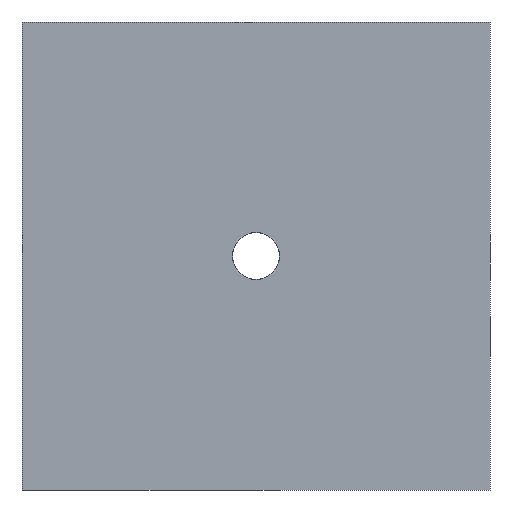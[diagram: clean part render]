
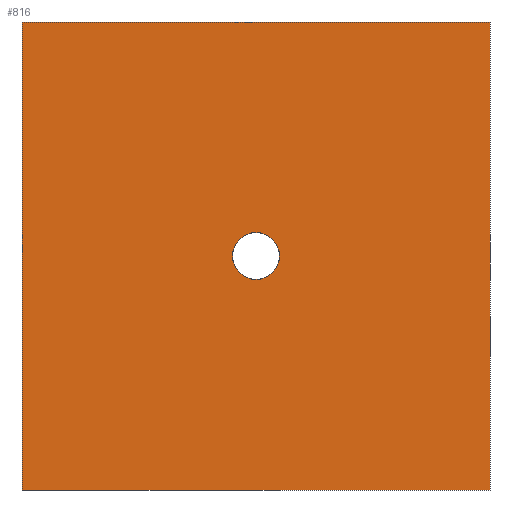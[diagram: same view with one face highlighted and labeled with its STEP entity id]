
A CAD part, left-side view. The second image highlights one B-rep face of the part: STEP entity #816.
In plain terms, the highlighted planar face has unit normal (-1, 0, 0).
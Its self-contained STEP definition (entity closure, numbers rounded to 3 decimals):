
#40 = EDGE_CURVE ( 'NONE', #475, #281, #608, .T. ) ;
#47 = VERTEX_POINT ( 'NONE', #225 ) ;
#58 = CARTESIAN_POINT ( 'NONE',  ( -35., 35., -35. ) ) ;
#63 = CARTESIAN_POINT ( 'NONE',  ( -35., 0., 0. ) ) ;
#68 = DIRECTION ( 'NONE',  ( 1., 0., 0. ) ) ;
#112 = EDGE_CURVE ( 'NONE', #486, #47, #229, .T. ) ;
#121 = CIRCLE ( 'NONE', #752, 3.5 ) ;
#133 = ORIENTED_EDGE ( 'NONE', *, *, #886, .F. ) ;
#137 = DIRECTION ( 'NONE',  ( 1., 0., 0. ) ) ;
#148 = ORIENTED_EDGE ( 'NONE', *, *, #624, .T. ) ;
#169 = CARTESIAN_POINT ( 'NONE',  ( -35., 35., 35. ) ) ;
#175 = CARTESIAN_POINT ( 'NONE',  ( -35., -35., 35. ) ) ;
#188 = EDGE_CURVE ( 'NONE', #578, #475, #866, .T. ) ;
#202 = FACE_BOUND ( 'NONE', #870, .T. ) ;
#225 = CARTESIAN_POINT ( 'NONE',  ( -35., 0., 3.5 ) ) ;
#229 = CIRCLE ( 'NONE', #472, 3.5 ) ;
#268 = CARTESIAN_POINT ( 'NONE',  ( -35., 0., -3.5 ) ) ;
#281 = VERTEX_POINT ( 'NONE', #175 ) ;
#333 = VECTOR ( 'NONE', #611, 1000. ) ;
#342 = DIRECTION ( 'NONE',  ( 0., 0., -1. ) ) ;
#379 = PLANE ( 'NONE',  #847 ) ;
#414 = ORIENTED_EDGE ( 'NONE', *, *, #112, .T. ) ;
#421 = VECTOR ( 'NONE', #449, 1000. ) ;
#426 = ORIENTED_EDGE ( 'NONE', *, *, #40, .T. ) ;
#428 = LINE ( 'NONE', #906, #333 ) ;
#441 = CARTESIAN_POINT ( 'NONE',  ( -35., 35., -35. ) ) ;
#444 = DIRECTION ( 'NONE',  ( 0., 0., 1. ) ) ;
#449 = DIRECTION ( 'NONE',  ( 0., -1., 0. ) ) ;
#472 = AXIS2_PLACEMENT_3D ( 'NONE', #498, #137, #342 ) ;
#475 = VERTEX_POINT ( 'NONE', #916 ) ;
#486 = VERTEX_POINT ( 'NONE', #268 ) ;
#498 = CARTESIAN_POINT ( 'NONE',  ( -35., 0., 0. ) ) ;
#499 = VECTOR ( 'NONE', #938, 1000. ) ;
#520 = DIRECTION ( 'NONE',  ( 1., 0., 0. ) ) ;
#530 = ORIENTED_EDGE ( 'NONE', *, *, #659, .F. ) ;
#534 = LINE ( 'NONE', #569, #499 ) ;
#569 = CARTESIAN_POINT ( 'NONE',  ( -35., 35., 35. ) ) ;
#578 = VERTEX_POINT ( 'NONE', #58 ) ;
#608 = LINE ( 'NONE', #725, #742 ) ;
#611 = DIRECTION ( 'NONE',  ( 0., -1., 0. ) ) ;
#624 = EDGE_CURVE ( 'NONE', #47, #486, #121, .T. ) ;
#632 = ORIENTED_EDGE ( 'NONE', *, *, #188, .T. ) ;
#645 = DIRECTION ( 'NONE',  ( 0., 0., -1. ) ) ;
#659 = EDGE_CURVE ( 'NONE', #578, #798, #534, .T. ) ;
#669 = EDGE_LOOP ( 'NONE', ( #426, #133, #530, #632 ) ) ;
#674 = DIRECTION ( 'NONE',  ( 0., 0., -1. ) ) ;
#725 = CARTESIAN_POINT ( 'NONE',  ( -35., -35., 35. ) ) ;
#734 = CARTESIAN_POINT ( 'NONE',  ( -35., 35., 35. ) ) ;
#742 = VECTOR ( 'NONE', #444, 1000. ) ;
#752 = AXIS2_PLACEMENT_3D ( 'NONE', #63, #68, #645 ) ;
#798 = VERTEX_POINT ( 'NONE', #734 ) ;
#816 = ADVANCED_FACE ( 'NONE', ( #202, #898 ), #379, .F. ) ;
#847 = AXIS2_PLACEMENT_3D ( 'NONE', #169, #520, #674 ) ;
#866 = LINE ( 'NONE', #441, #421 ) ;
#870 = EDGE_LOOP ( 'NONE', ( #414, #148 ) ) ;
#886 = EDGE_CURVE ( 'NONE', #798, #281, #428, .T. ) ;
#898 = FACE_OUTER_BOUND ( 'NONE', #669, .T. ) ;
#906 = CARTESIAN_POINT ( 'NONE',  ( -35., 35., 35. ) ) ;
#916 = CARTESIAN_POINT ( 'NONE',  ( -35., -35., -35. ) ) ;
#938 = DIRECTION ( 'NONE',  ( 0., 0., 1. ) ) ;
